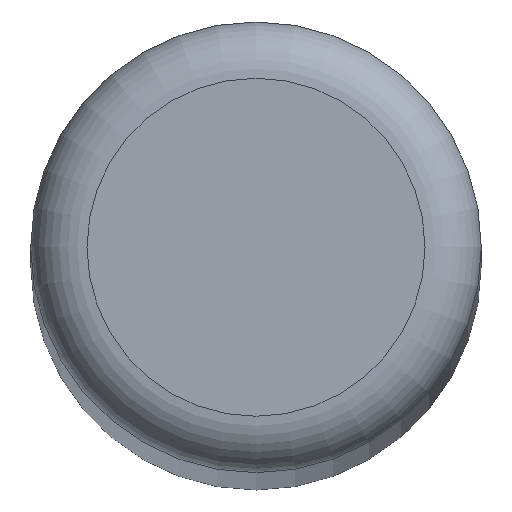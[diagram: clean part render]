
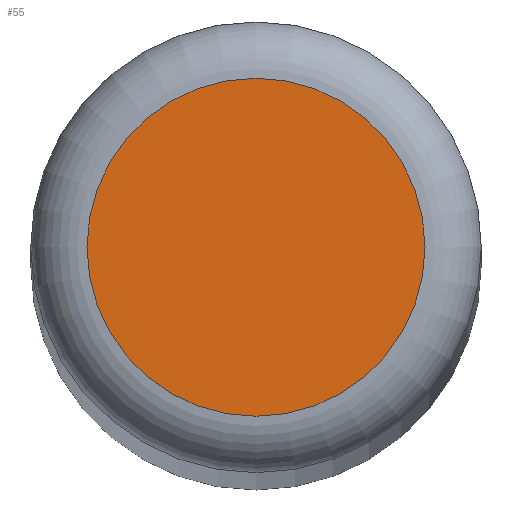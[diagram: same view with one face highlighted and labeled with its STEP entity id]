
A CAD part, top view. The second image highlights one B-rep face of the part: STEP entity #55.
In plain terms, the highlighted planar face has unit normal (0, 0, 1).
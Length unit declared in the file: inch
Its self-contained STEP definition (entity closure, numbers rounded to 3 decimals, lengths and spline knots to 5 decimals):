
#14=PLANE($,#65);
#20=FACE_OUTER_BOUND($,#26,.T.);
#26=EDGE_LOOP($,(#46));
#33=CIRCLE($,#64,0.05906);
#37=VERTEX_POINT($,#95);
#41=EDGE_CURVE($,#37,#37,#33,.T.);
#46=ORIENTED_EDGE($,*,*,#41,.T.);
#55=ADVANCED_FACE($,(#20),#14,.T.);
#64=AXIS2_PLACEMENT_3D($,#96,#77,#78);
#65=AXIS2_PLACEMENT_3D($,#97,#79,#80);
#77=DIRECTION('center_axis',(0.,0.,1.));
#78=DIRECTION('ref_axis',(1.,0.,0.));
#79=DIRECTION('center_axis',(0.,0.,1.));
#80=DIRECTION('ref_axis',(1.,0.,0.));
#95=CARTESIAN_POINT('',(0.05906,0.,1.75197));
#96=CARTESIAN_POINT('Origin',(0.,0.,1.75197));
#97=CARTESIAN_POINT('Origin',(0.00716,0.,1.75197));
